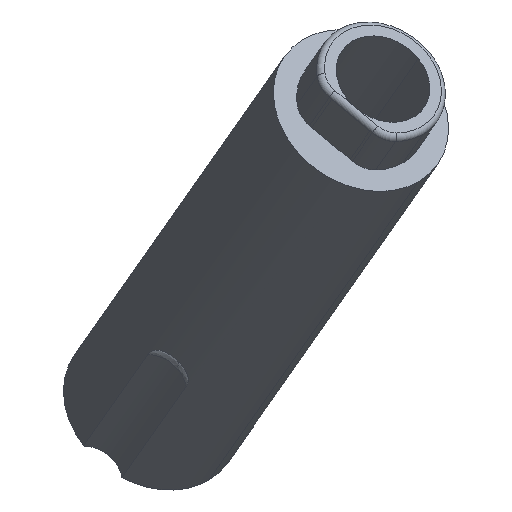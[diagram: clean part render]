
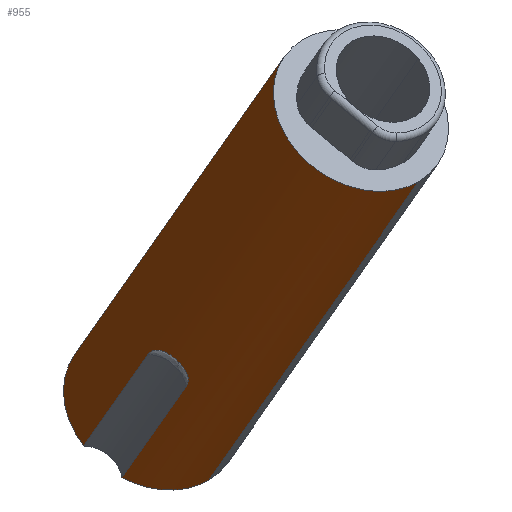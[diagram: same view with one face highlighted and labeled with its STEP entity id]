
A CAD part, isometric view. The second image highlights one B-rep face of the part: STEP entity #955.
In plain terms, the highlighted cylindrical face has radius 15 mm (diameter 30 mm), a partial arc.
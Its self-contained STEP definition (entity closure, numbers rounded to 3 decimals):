
#718=CARTESIAN_POINT('Axis2P3D Location',(37.25,133.823,-36.933)) ;
#722=CARTESIAN_POINT('Vertex',(37.25,146.813,-29.433)) ;
#724=CARTESIAN_POINT('Vertex',(37.25,120.833,-44.433)) ;
#826=CARTESIAN_POINT('Axis2P3D Location',(37.25,181.323,-119.205)) ;
#831=CARTESIAN_POINT('Line Origine',(37.25,194.313,-111.705)) ;
#835=CARTESIAN_POINT('Vertex',(37.25,194.313,-111.705)) ;
#838=CARTESIAN_POINT('Axis2P3D Location',(37.25,181.323,-119.205)) ;
#842=CARTESIAN_POINT('Vertex',(22.253,181.575,-119.059)) ;
#845=CARTESIAN_POINT('Line Origine',(22.253,181.575,-119.059)) ;
#849=CARTESIAN_POINT('Vertex',(22.253,167.045,-93.892)) ;
#853=CARTESIAN_POINT('Control Point',(22.253,167.045,-93.892)) ;
#854=CARTESIAN_POINT('Control Point',(22.253,166.833,-93.524)) ;
#855=CARTESIAN_POINT('Control Point',(22.252,166.579,-93.179)) ;
#856=CARTESIAN_POINT('Control Point',(22.25,166.288,-92.862)) ;
#857=CARTESIAN_POINT('Control Point',(22.249,165.885,-92.511)) ;
#858=CARTESIAN_POINT('Control Point',(22.252,165.442,-92.225)) ;
#859=CARTESIAN_POINT('Control Point',(22.253,165.353,-92.172)) ;
#860=CARTESIAN_POINT('Control Point',(22.257,165.087,-92.021)) ;
#861=CARTESIAN_POINT('Control Point',(22.263,164.808,-91.892)) ;
#862=CARTESIAN_POINT('Control Point',(22.269,164.623,-91.82)) ;
#863=CARTESIAN_POINT('Control Point',(22.28,164.337,-91.726)) ;
#864=CARTESIAN_POINT('Control Point',(22.297,164.047,-91.658)) ;
#865=CARTESIAN_POINT('Control Point',(22.303,163.953,-91.639)) ;
#866=CARTESIAN_POINT('Control Point',(22.317,163.739,-91.602)) ;
#867=CARTESIAN_POINT('Control Point',(22.335,163.522,-91.579)) ;
#868=CARTESIAN_POINT('Control Point',(22.347,163.4,-91.571)) ;
#869=CARTESIAN_POINT('Control Point',(22.359,163.28,-91.567)) ;
#870=CARTESIAN_POINT('Control Point',(22.372,163.16,-91.568)) ;
#871=CARTESIAN_POINT('Vertex',(22.372,163.16,-91.568)) ;
#875=CARTESIAN_POINT('Control Point',(22.372,163.16,-91.568)) ;
#876=CARTESIAN_POINT('Control Point',(22.415,162.78,-91.572)) ;
#877=CARTESIAN_POINT('Control Point',(22.47,162.398,-91.622)) ;
#878=CARTESIAN_POINT('Control Point',(22.537,162.039,-91.716)) ;
#879=CARTESIAN_POINT('Control Point',(22.621,161.684,-91.861)) ;
#880=CARTESIAN_POINT('Control Point',(22.715,161.362,-92.047)) ;
#881=CARTESIAN_POINT('Vertex',(22.715,161.362,-92.047)) ;
#885=CARTESIAN_POINT('Control Point',(22.715,161.362,-92.047)) ;
#886=CARTESIAN_POINT('Control Point',(22.761,161.208,-92.136)) ;
#887=CARTESIAN_POINT('Control Point',(22.809,161.06,-92.234)) ;
#888=CARTESIAN_POINT('Control Point',(22.86,160.919,-92.343)) ;
#889=CARTESIAN_POINT('Control Point',(22.94,160.719,-92.519)) ;
#890=CARTESIAN_POINT('Control Point',(23.023,160.539,-92.711)) ;
#891=CARTESIAN_POINT('Control Point',(23.051,160.48,-92.778)) ;
#892=CARTESIAN_POINT('Control Point',(23.109,160.367,-92.917)) ;
#893=CARTESIAN_POINT('Control Point',(23.168,160.263,-93.063)) ;
#894=CARTESIAN_POINT('Control Point',(23.197,160.214,-93.138)) ;
#895=CARTESIAN_POINT('Control Point',(23.257,160.119,-93.291)) ;
#896=CARTESIAN_POINT('Control Point',(23.318,160.035,-93.45)) ;
#897=CARTESIAN_POINT('Control Point',(23.349,159.994,-93.533)) ;
#898=CARTESIAN_POINT('Control Point',(23.41,159.919,-93.701)) ;
#899=CARTESIAN_POINT('Control Point',(23.47,159.855,-93.873)) ;
#900=CARTESIAN_POINT('Control Point',(23.5,159.825,-93.959)) ;
#901=CARTESIAN_POINT('Control Point',(23.56,159.771,-94.138)) ;
#902=CARTESIAN_POINT('Control Point',(23.619,159.727,-94.321)) ;
#903=CARTESIAN_POINT('Control Point',(23.648,159.708,-94.413)) ;
#904=CARTESIAN_POINT('Control Point',(23.706,159.675,-94.606)) ;
#905=CARTESIAN_POINT('Control Point',(23.762,159.653,-94.799)) ;
#906=CARTESIAN_POINT('Control Point',(23.79,159.645,-94.897)) ;
#907=CARTESIAN_POINT('Control Point',(23.877,159.628,-95.219)) ;
#908=CARTESIAN_POINT('Control Point',(23.956,159.641,-95.548)) ;
#909=CARTESIAN_POINT('Control Point',(24.004,159.663,-95.77)) ;
#910=CARTESIAN_POINT('Control Point',(24.049,159.7,-95.999)) ;
#911=CARTESIAN_POINT('Control Point',(24.087,159.749,-96.223)) ;
#912=CARTESIAN_POINT('Vertex',(24.087,159.749,-96.223)) ;
#916=CARTESIAN_POINT('Control Point',(24.087,159.749,-96.223)) ;
#917=CARTESIAN_POINT('Control Point',(24.177,159.867,-96.756)) ;
#918=CARTESIAN_POINT('Control Point',(24.225,160.072,-97.277)) ;
#919=CARTESIAN_POINT('Control Point',(24.225,160.35,-97.758)) ;
#920=CARTESIAN_POINT('Vertex',(24.225,160.35,-97.758)) ;
#923=CARTESIAN_POINT('Line Origine',(24.225,174.88,-122.925)) ;
#927=CARTESIAN_POINT('Vertex',(24.225,174.88,-122.925)) ;
#930=CARTESIAN_POINT('Axis2P3D Location',(37.25,181.323,-119.205)) ;
#934=CARTESIAN_POINT('Vertex',(37.25,168.333,-126.705)) ;
#937=CARTESIAN_POINT('Line Origine',(37.25,168.333,-126.705)) ;
#833=VECTOR('Line Direction',#832,1.) ;
#847=VECTOR('Line Direction',#846,1.) ;
#925=VECTOR('Line Direction',#924,1.) ;
#939=VECTOR('Line Direction',#938,1.) ;
#719=DIRECTION('Axis2P3D Direction',(0.,-0.5,0.866)) ;
#827=DIRECTION('Axis2P3D Direction',(0.,-0.5,0.866)) ;
#828=DIRECTION('Axis2P3D XDirection',(0.,-0.866,-0.5)) ;
#832=DIRECTION('Vector Direction',(0.,-0.5,0.866)) ;
#839=DIRECTION('Axis2P3D Direction',(0.,-0.5,0.866)) ;
#846=DIRECTION('Vector Direction',(0.,-0.5,0.866)) ;
#924=DIRECTION('Vector Direction',(0.,-0.5,0.866)) ;
#931=DIRECTION('Axis2P3D Direction',(0.,-0.5,0.866)) ;
#938=DIRECTION('Vector Direction',(0.,-0.5,0.866)) ;
#720=AXIS2_PLACEMENT_3D('Circle Axis2P3D',#718,#719,$) ;
#829=AXIS2_PLACEMENT_3D('Cylinder Axis2P3D',#826,#827,#828) ;
#840=AXIS2_PLACEMENT_3D('Circle Axis2P3D',#838,#839,$) ;
#932=AXIS2_PLACEMENT_3D('Circle Axis2P3D',#930,#931,$) ;
#834=LINE('Line',#831,#833) ;
#848=LINE('Line',#845,#847) ;
#926=LINE('Line',#923,#925) ;
#940=LINE('Line',#937,#939) ;
#721=CIRCLE('generated circle',#720,15.) ;
#841=CIRCLE('generated circle',#840,15.) ;
#933=CIRCLE('generated circle',#932,15.) ;
#830=CYLINDRICAL_SURFACE('generated cylinder',#829,15.) ;
#726=EDGE_CURVE('',#723,#725,#721,.T.) ;
#837=EDGE_CURVE('',#836,#723,#834,.T.) ;
#844=EDGE_CURVE('',#836,#843,#841,.T.) ;
#851=EDGE_CURVE('',#850,#843,#848,.F.) ;
#873=EDGE_CURVE('',#850,#872,#852,.T.) ;
#883=EDGE_CURVE('',#872,#882,#874,.T.) ;
#914=EDGE_CURVE('',#882,#913,#884,.T.) ;
#922=EDGE_CURVE('',#913,#921,#915,.T.) ;
#929=EDGE_CURVE('',#928,#921,#926,.T.) ;
#936=EDGE_CURVE('',#928,#935,#933,.T.) ;
#941=EDGE_CURVE('',#935,#725,#940,.T.) ;
#942=EDGE_LOOP('',(#943,#944,#945,#946,#947,#948,#949,#950,#951,#952,#953)) ;
#943=ORIENTED_EDGE('',*,*,#837,.F.) ;
#944=ORIENTED_EDGE('',*,*,#844,.T.) ;
#945=ORIENTED_EDGE('',*,*,#851,.F.) ;
#946=ORIENTED_EDGE('',*,*,#873,.T.) ;
#947=ORIENTED_EDGE('',*,*,#883,.T.) ;
#948=ORIENTED_EDGE('',*,*,#914,.T.) ;
#949=ORIENTED_EDGE('',*,*,#922,.T.) ;
#950=ORIENTED_EDGE('',*,*,#929,.F.) ;
#951=ORIENTED_EDGE('',*,*,#936,.T.) ;
#952=ORIENTED_EDGE('',*,*,#941,.T.) ;
#953=ORIENTED_EDGE('',*,*,#726,.F.) ;
#723=VERTEX_POINT('',#722) ;
#725=VERTEX_POINT('',#724) ;
#836=VERTEX_POINT('',#835) ;
#843=VERTEX_POINT('',#842) ;
#850=VERTEX_POINT('',#849) ;
#872=VERTEX_POINT('',#871) ;
#882=VERTEX_POINT('',#881) ;
#913=VERTEX_POINT('',#912) ;
#921=VERTEX_POINT('',#920) ;
#928=VERTEX_POINT('',#927) ;
#935=VERTEX_POINT('',#934) ;
#955=ADVANCED_FACE('POIGNEE_XL',(#954),#830,.T.) ;
#852=B_SPLINE_CURVE_WITH_KNOTS('',5,(#853,#854,#855,#856,#857,#858,#859,#860,#861,#862,#863,#864,#865,#866,#867,#868,#869,#870),.UNSPECIFIED.,.F.,.U.,(6,3,3,3,3,6),(0.,3.01,3.742,5.17,5.858,6.714),.UNSPECIFIED.) ;
#874=B_SPLINE_CURVE_WITH_KNOTS('',5,(#875,#876,#877,#878,#879,#880),.UNSPECIFIED.,.F.,.U.,(6,6),(6.714,9.423),.UNSPECIFIED.) ;
#884=B_SPLINE_CURVE_WITH_KNOTS('',5,(#885,#886,#887,#888,#889,#890,#891,#892,#893,#894,#895,#896,#897,#898,#899,#900,#901,#902,#903,#904,#905,#906,#907,#908,#909,#910,#911),.UNSPECIFIED.,.F.,.U.,(6,3,3,3,3,3,3,3,6),(0.,1.301,1.962,2.632,3.307,3.992,4.703,5.429,7.075),.UNSPECIFIED.) ;
#915=B_SPLINE_CURVE_WITH_KNOTS('',3,(#916,#917,#918,#919),.UNSPECIFIED.,.F.,.U.,(4,4),(0.,2.355),.UNSPECIFIED.) ;
#954=FACE_OUTER_BOUND('',#942,.T.) ;
